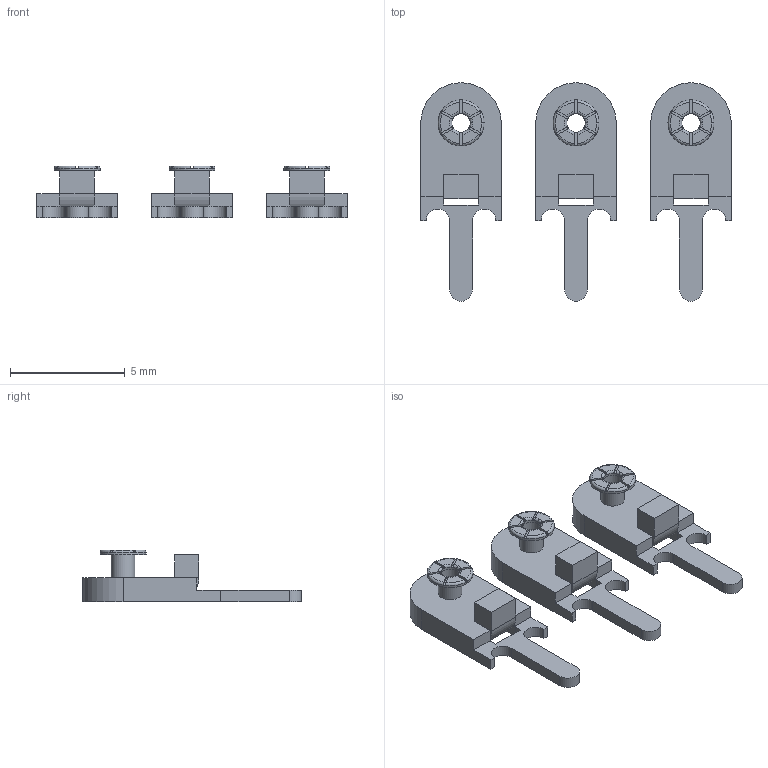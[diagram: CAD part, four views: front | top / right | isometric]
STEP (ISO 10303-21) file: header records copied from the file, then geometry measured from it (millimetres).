
FILE_DESCRIPTION(('FreeCAD Model'),'2;1');
FILE_NAME('TYPE-20.step','2019-06-14T21:54:50', ('Author'),(''),'Open CASCADE STEP processor 7.3','FreeCAD','Unknown' );
FILE_SCHEMA(('AUTOMOTIVE_DESIGN { 1 0 10303 214 1 1 1 1 }'));
Length unit declared in the file: millimetre
Products named in the file (1): Type-20
Bounding box: 13.5 x 9.5 x 2.25 mm (x, y, z)
Volume: 63.5 mm3; surface area: 257.5 mm2
Topology: 3 solids, 3 shells, 231 faces, 564 edges, 342 vertices
Faces by surface type: plane 153, torus 42, cylinder 36
Full cylindrical faces by diameter (mm): 0.8 x9, 1 x3, 1.02 x3, 2 x3
Entity records: 8919 total; most frequent: CARTESIAN_POINT 1858, DIRECTION 1148, ORIENTED_EDGE 1128, EDGE_CURVE 564, AXIS2_PLACEMENT_3D 424, VERTEX_POINT 342, LINE 300, VECTOR 300
